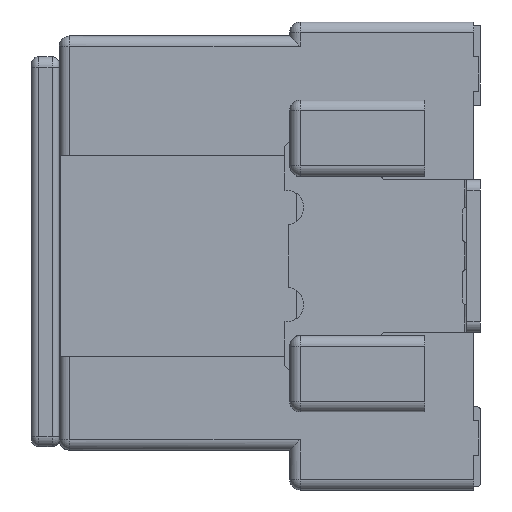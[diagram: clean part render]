
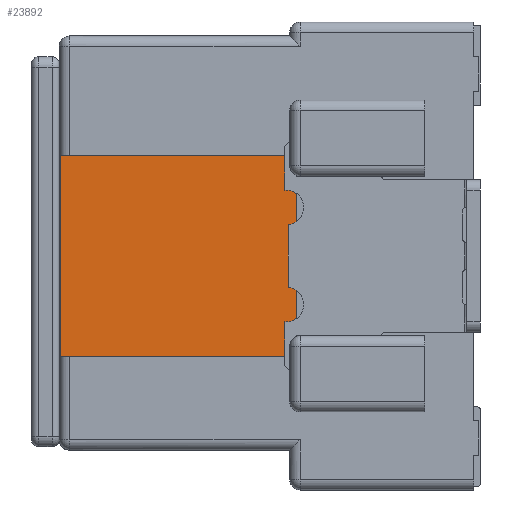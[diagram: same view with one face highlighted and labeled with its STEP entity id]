
A CAD part, left-side view. The second image highlights one B-rep face of the part: STEP entity #23892.
In plain terms, the highlighted planar face has unit normal (-1, 0, 0).
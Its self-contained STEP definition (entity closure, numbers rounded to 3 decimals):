
#1580 = LINE ( 'NONE', #26670, #62404 ) ;
#1886 = LINE ( 'NONE', #39161, #5182 ) ;
#2657 = AXIS2_PLACEMENT_3D ( 'NONE', #51510, #41063, #20390 ) ;
#5182 = VECTOR ( 'NONE', #29667, 1000. ) ;
#7402 = CARTESIAN_POINT ( 'NONE',  ( -9.15, -6.85, -3.75 ) ) ;
#7712 = EDGE_CURVE ( 'NONE', #45896, #46237, #1580, .T. ) ;
#8018 = DIRECTION ( 'NONE',  ( 0., 1., 0. ) ) ;
#11608 = EDGE_CURVE ( 'NONE', #61341, #27290, #29276, .T. ) ;
#17116 = CARTESIAN_POINT ( 'NONE',  ( -9.15, -12.852, 2.05 ) ) ;
#19087 = DIRECTION ( 'NONE',  ( 0., 0., 1. ) ) ;
#20390 = DIRECTION ( 'NONE',  ( 0., 0., -1. ) ) ;
#23503 = LINE ( 'NONE', #17116, #52760 ) ;
#23892 = ADVANCED_FACE ( 'NONE', ( #51840 ), #36681, .F. ) ;
#24785 = CARTESIAN_POINT ( 'NONE',  ( -9.15, -6.85, -3.75 ) ) ;
#26670 = CARTESIAN_POINT ( 'NONE',  ( -9.15, -0.04, 2.05 ) ) ;
#27290 = VERTEX_POINT ( 'NONE', #29927 ) ;
#28591 = VECTOR ( 'NONE', #19087, 1000. ) ;
#29276 = LINE ( 'NONE', #24785, #28591 ) ;
#29667 = DIRECTION ( 'NONE',  ( 0., 1., 0. ) ) ;
#29927 = CARTESIAN_POINT ( 'NONE',  ( -9.15, -6.85, 2.05 ) ) ;
#31717 = ORIENTED_EDGE ( 'NONE', *, *, #11608, .T. ) ;
#31719 = CARTESIAN_POINT ( 'NONE',  ( -9.15, -0.04, 2.05 ) ) ;
#31749 = DIRECTION ( 'NONE',  ( 0., 0., -1. ) ) ;
#36681 = PLANE ( 'NONE',  #2657 ) ;
#39161 = CARTESIAN_POINT ( 'NONE',  ( -9.15, -12.852, -3.75 ) ) ;
#41063 = DIRECTION ( 'NONE',  ( 1., 0., 0. ) ) ;
#42814 = CARTESIAN_POINT ( 'NONE',  ( -9.15, -0.04, -3.75 ) ) ;
#43562 = EDGE_CURVE ( 'NONE', #27290, #45896, #23503, .T. ) ;
#45896 = VERTEX_POINT ( 'NONE', #31719 ) ;
#46237 = VERTEX_POINT ( 'NONE', #42814 ) ;
#46372 = ORIENTED_EDGE ( 'NONE', *, *, #43562, .T. ) ;
#47550 = EDGE_LOOP ( 'NONE', ( #46372, #50006, #60915, #31717 ) ) ;
#50006 = ORIENTED_EDGE ( 'NONE', *, *, #7712, .T. ) ;
#51510 = CARTESIAN_POINT ( 'NONE',  ( -9.15, -12.852, -3.75 ) ) ;
#51840 = FACE_OUTER_BOUND ( 'NONE', #47550, .T. ) ;
#52760 = VECTOR ( 'NONE', #8018, 1000. ) ;
#56989 = EDGE_CURVE ( 'NONE', #61341, #46237, #1886, .T. ) ;
#60915 = ORIENTED_EDGE ( 'NONE', *, *, #56989, .F. ) ;
#61341 = VERTEX_POINT ( 'NONE', #7402 ) ;
#62404 = VECTOR ( 'NONE', #31749, 1000. ) ;
